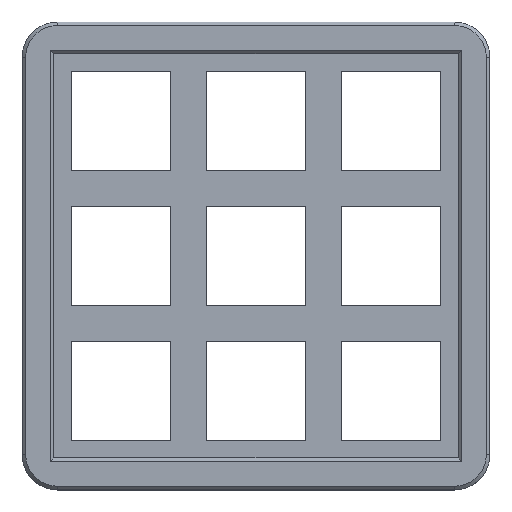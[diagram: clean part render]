
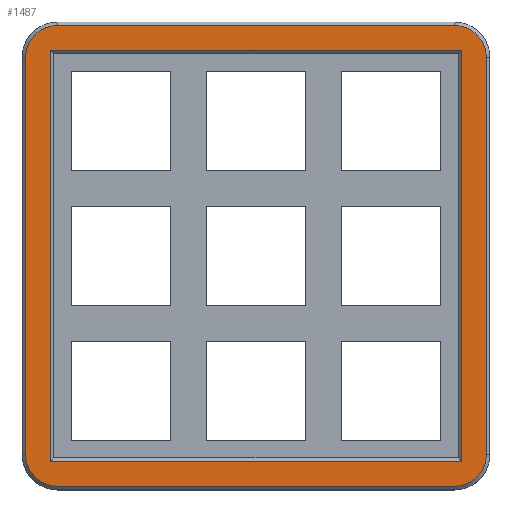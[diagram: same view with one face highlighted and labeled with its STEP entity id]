
A CAD part, top view. The second image highlights one B-rep face of the part: STEP entity #1487.
In plain terms, the highlighted planar face has unit normal (0, 0, 1).
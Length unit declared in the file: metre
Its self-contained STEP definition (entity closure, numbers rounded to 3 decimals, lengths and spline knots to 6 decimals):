
#60=CIRCLE('',#1605,0.0045);
#61=CIRCLE('',#1606,0.0045);
#62=CIRCLE('',#1607,0.0045);
#63=CIRCLE('',#1608,0.0045);
#404=ORIENTED_EDGE('',*,*,#640,.T.);
#405=ORIENTED_EDGE('',*,*,#641,.T.);
#406=ORIENTED_EDGE('',*,*,#642,.T.);
#407=ORIENTED_EDGE('',*,*,#643,.T.);
#408=ORIENTED_EDGE('',*,*,#644,.T.);
#409=ORIENTED_EDGE('',*,*,#645,.T.);
#410=ORIENTED_EDGE('',*,*,#646,.T.);
#411=ORIENTED_EDGE('',*,*,#647,.T.);
#412=ORIENTED_EDGE('',*,*,#648,.T.);
#413=ORIENTED_EDGE('',*,*,#649,.T.);
#414=ORIENTED_EDGE('',*,*,#650,.T.);
#415=ORIENTED_EDGE('',*,*,#651,.T.);
#640=EDGE_CURVE('',#784,#785,#948,.T.);
#641=EDGE_CURVE('',#785,#786,#949,.T.);
#642=EDGE_CURVE('',#786,#787,#950,.T.);
#643=EDGE_CURVE('',#787,#784,#951,.T.);
#644=EDGE_CURVE('',#788,#789,#60,.T.);
#645=EDGE_CURVE('',#789,#790,#952,.T.);
#646=EDGE_CURVE('',#790,#791,#61,.T.);
#647=EDGE_CURVE('',#791,#792,#953,.T.);
#648=EDGE_CURVE('',#792,#793,#62,.T.);
#649=EDGE_CURVE('',#793,#794,#954,.T.);
#650=EDGE_CURVE('',#794,#795,#63,.T.);
#651=EDGE_CURVE('',#795,#788,#955,.T.);
#784=VERTEX_POINT('',#2377);
#785=VERTEX_POINT('',#2378);
#786=VERTEX_POINT('',#2380);
#787=VERTEX_POINT('',#2382);
#788=VERTEX_POINT('',#2385);
#789=VERTEX_POINT('',#2386);
#790=VERTEX_POINT('',#2388);
#791=VERTEX_POINT('',#2390);
#792=VERTEX_POINT('',#2392);
#793=VERTEX_POINT('',#2394);
#794=VERTEX_POINT('',#2396);
#795=VERTEX_POINT('',#2398);
#948=LINE('',#2376,#1120);
#949=LINE('',#2379,#1121);
#950=LINE('',#2381,#1122);
#951=LINE('',#2383,#1123);
#952=LINE('',#2387,#1124);
#953=LINE('',#2391,#1125);
#954=LINE('',#2395,#1126);
#955=LINE('',#2399,#1127);
#1120=VECTOR('',#1959,1.);
#1121=VECTOR('',#1960,1.);
#1122=VECTOR('',#1961,1.);
#1123=VECTOR('',#1962,1.);
#1124=VECTOR('',#1965,1.);
#1125=VECTOR('',#1968,1.);
#1126=VECTOR('',#1971,1.);
#1127=VECTOR('',#1974,1.);
#1234=EDGE_LOOP('',(#404,#405,#406,#407));
#1235=EDGE_LOOP('',(#408,#409,#410,#411,#412,#413,#414,#415));
#1342=FACE_BOUND('',#1234,.T.);
#1343=FACE_BOUND('',#1235,.T.);
#1411=PLANE('',#1604);
#1487=ADVANCED_FACE('',(#1342,#1343),#1411,.T.);
#1604=AXIS2_PLACEMENT_3D('',#2375,#1957,#1958);
#1605=AXIS2_PLACEMENT_3D('',#2384,#1963,#1964);
#1606=AXIS2_PLACEMENT_3D('',#2389,#1966,#1967);
#1607=AXIS2_PLACEMENT_3D('',#2393,#1969,#1970);
#1608=AXIS2_PLACEMENT_3D('',#2397,#1972,#1973);
#1957=DIRECTION('',(0.,0.,1.));
#1958=DIRECTION('',(1.,0.,0.));
#1959=DIRECTION('',(0.,-1.,0.));
#1960=DIRECTION('',(-1.,0.,0.));
#1961=DIRECTION('',(0.,1.,0.));
#1962=DIRECTION('',(1.,0.,0.));
#1963=DIRECTION('',(0.,0.,1.));
#1964=DIRECTION('',(1.,0.,0.));
#1965=DIRECTION('',(0.,-1.,0.));
#1966=DIRECTION('',(0.,0.,1.));
#1967=DIRECTION('',(1.,0.,0.));
#1968=DIRECTION('',(1.,0.,0.));
#1969=DIRECTION('',(0.,0.,1.));
#1970=DIRECTION('',(1.,0.,0.));
#1971=DIRECTION('',(0.,1.,0.));
#1972=DIRECTION('',(0.,0.,1.));
#1973=DIRECTION('',(1.,0.,0.));
#1974=DIRECTION('',(-1.,0.,0.));
#2375=CARTESIAN_POINT('',(0.,0.,0.006));
#2376=CARTESIAN_POINT('',(0.029075,-0.028575,0.006));
#2377=CARTESIAN_POINT('',(0.029075,0.029075,0.006));
#2378=CARTESIAN_POINT('',(0.029075,-0.029075,0.006));
#2379=CARTESIAN_POINT('',(-0.028575,-0.029075,0.006));
#2380=CARTESIAN_POINT('',(-0.029075,-0.029075,0.006));
#2381=CARTESIAN_POINT('',(-0.029075,0.028575,0.006));
#2382=CARTESIAN_POINT('',(-0.029075,0.029075,0.006));
#2383=CARTESIAN_POINT('',(0.028575,0.029075,0.006));
#2384=CARTESIAN_POINT('',(-0.028075,0.028075,0.006));
#2385=CARTESIAN_POINT('',(-0.028075,0.032575,0.006));
#2386=CARTESIAN_POINT('',(-0.032575,0.028075,0.006));
#2387=CARTESIAN_POINT('',(-0.032575,-0.028075,0.006));
#2388=CARTESIAN_POINT('',(-0.032575,-0.028075,0.006));
#2389=CARTESIAN_POINT('',(-0.028075,-0.028075,0.006));
#2390=CARTESIAN_POINT('',(-0.028075,-0.032575,0.006));
#2391=CARTESIAN_POINT('',(0.028075,-0.032575,0.006));
#2392=CARTESIAN_POINT('',(0.028075,-0.032575,0.006));
#2393=CARTESIAN_POINT('',(0.028075,-0.028075,0.006));
#2394=CARTESIAN_POINT('',(0.032575,-0.028075,0.006));
#2395=CARTESIAN_POINT('',(0.032575,0.028075,0.006));
#2396=CARTESIAN_POINT('',(0.032575,0.028075,0.006));
#2397=CARTESIAN_POINT('',(0.028075,0.028075,0.006));
#2398=CARTESIAN_POINT('',(0.028075,0.032575,0.006));
#2399=CARTESIAN_POINT('',(-0.028075,0.032575,0.006));
